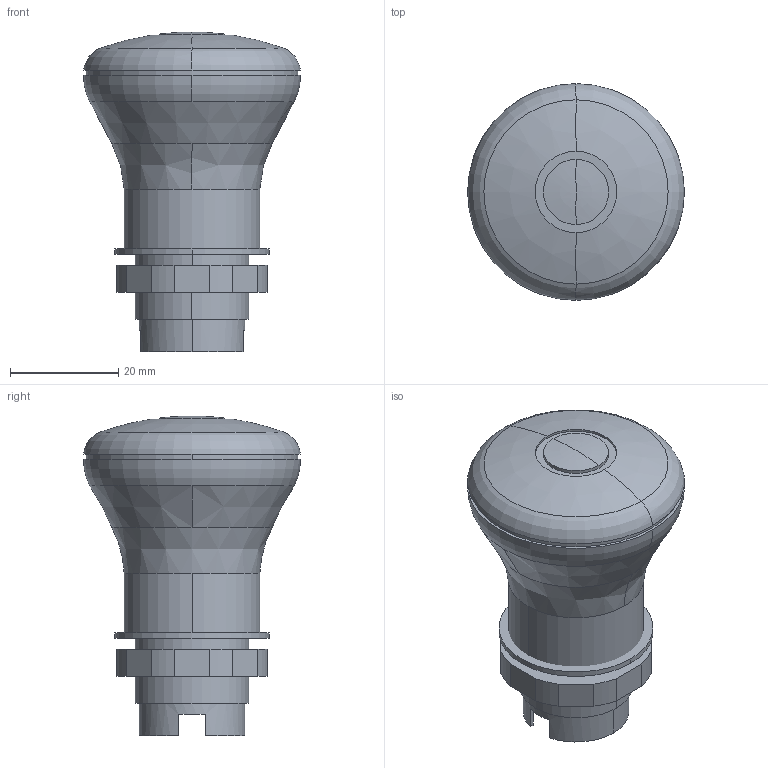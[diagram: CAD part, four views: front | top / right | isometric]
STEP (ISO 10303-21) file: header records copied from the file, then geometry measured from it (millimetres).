
FILE_DESCRIPTION((''),'2;1');
FILE_NAME('3d_LPCB6742.stp','2012-10-03T10:55:42',(''),(''),'Mechanical Desktop 2011','Mechanical Desktop 2011',', , ');
FILE_SCHEMA(('CONFIG_CONTROL_DESIGN'));
Length unit declared in the file: millimetre
Products named in the file (1): Product
Bounding box: 40 x 40 x 59 mm (x, y, z)
Volume: 37394.1 mm3; surface area: 10266 mm2
Topology: 4 solids, 4 shells, 63 faces, 159 edges, 106 vertices
Faces by surface type: cylinder 26, plane 25, bspline 6, torus 4, cone 2
Entity records: 2159 total; most frequent: CARTESIAN_POINT 483, DIRECTION 364, ORIENTED_EDGE 314, EDGE_CURVE 157, AXIS2_PLACEMENT_3D 149, VERTEX_POINT 106, CIRCLE 91, EDGE_LOOP 69
